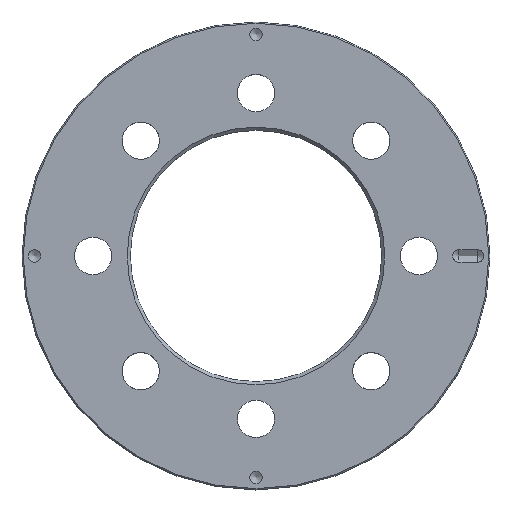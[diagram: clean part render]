
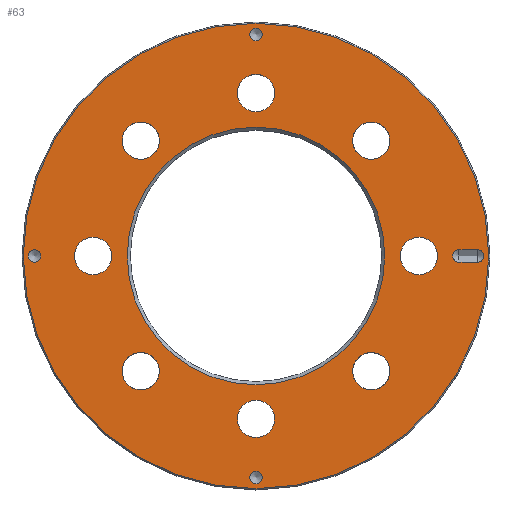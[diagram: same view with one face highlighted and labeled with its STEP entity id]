
A CAD part, top view. The second image highlights one B-rep face of the part: STEP entity #63.
In plain terms, the highlighted planar face has unit normal (0, 0, 1).
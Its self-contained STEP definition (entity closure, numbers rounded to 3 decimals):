
#63=ADVANCED_FACE('',(#119,#120,#121,#122,#123,#124,#125,#126,#127,#128,
#129,#130,#131,#132),#90,.T.);
#90=PLANE('',#470);
#97=LINE('',#656,#106);
#98=LINE('',#658,#107);
#99=LINE('',#662,#108);
#100=LINE('',#664,#109);
#106=VECTOR('',#519,1.);
#107=VECTOR('',#520,1.);
#108=VECTOR('',#523,1.);
#109=VECTOR('',#524,1.);
#115=B_SPLINE_CURVE_WITH_KNOTS('',3,(#643,#644,#645,#646),.UNSPECIFIED.,
 .F.,.F.,(4,4),(0.,1.),.UNSPECIFIED.);
#116=B_SPLINE_CURVE_WITH_KNOTS('',3,(#651,#652,#653,#654),.UNSPECIFIED.,
 .F.,.F.,(4,4),(0.,1.),.UNSPECIFIED.);
#119=FACE_BOUND('',#183,.T.);
#120=FACE_BOUND('',#184,.T.);
#121=FACE_BOUND('',#185,.T.);
#122=FACE_BOUND('',#186,.T.);
#123=FACE_BOUND('',#187,.T.);
#124=FACE_BOUND('',#188,.T.);
#125=FACE_BOUND('',#189,.T.);
#126=FACE_BOUND('',#190,.T.);
#127=FACE_BOUND('',#191,.T.);
#128=FACE_BOUND('',#192,.T.);
#129=FACE_BOUND('',#193,.T.);
#130=FACE_BOUND('',#194,.T.);
#131=FACE_BOUND('',#195,.T.);
#132=FACE_BOUND('',#196,.T.);
#183=EDGE_LOOP('',(#248));
#184=EDGE_LOOP('',(#249,#250,#251,#252,#253,#254,#255,#256));
#185=EDGE_LOOP('',(#257));
#186=EDGE_LOOP('',(#258));
#187=EDGE_LOOP('',(#259));
#188=EDGE_LOOP('',(#260));
#189=EDGE_LOOP('',(#261));
#190=EDGE_LOOP('',(#262));
#191=EDGE_LOOP('',(#263));
#192=EDGE_LOOP('',(#264));
#193=EDGE_LOOP('',(#265));
#194=EDGE_LOOP('',(#266));
#195=EDGE_LOOP('',(#267));
#196=EDGE_LOOP('',(#268));
#248=ORIENTED_EDGE('',*,*,#379,.T.);
#249=ORIENTED_EDGE('',*,*,#380,.F.);
#250=ORIENTED_EDGE('',*,*,#381,.T.);
#251=ORIENTED_EDGE('',*,*,#382,.F.);
#252=ORIENTED_EDGE('',*,*,#383,.T.);
#253=ORIENTED_EDGE('',*,*,#384,.T.);
#254=ORIENTED_EDGE('',*,*,#385,.T.);
#255=ORIENTED_EDGE('',*,*,#386,.T.);
#256=ORIENTED_EDGE('',*,*,#387,.F.);
#257=ORIENTED_EDGE('',*,*,#388,.T.);
#258=ORIENTED_EDGE('',*,*,#389,.T.);
#259=ORIENTED_EDGE('',*,*,#390,.T.);
#260=ORIENTED_EDGE('',*,*,#391,.T.);
#261=ORIENTED_EDGE('',*,*,#392,.T.);
#262=ORIENTED_EDGE('',*,*,#393,.T.);
#263=ORIENTED_EDGE('',*,*,#394,.T.);
#264=ORIENTED_EDGE('',*,*,#395,.T.);
#265=ORIENTED_EDGE('',*,*,#396,.T.);
#266=ORIENTED_EDGE('',*,*,#397,.T.);
#267=ORIENTED_EDGE('',*,*,#398,.T.);
#268=ORIENTED_EDGE('',*,*,#399,.T.);
#336=VERTEX_POINT('',#642);
#337=VERTEX_POINT('',#647);
#338=VERTEX_POINT('',#648);
#339=VERTEX_POINT('',#650);
#340=VERTEX_POINT('',#655);
#341=VERTEX_POINT('',#657);
#342=VERTEX_POINT('',#659);
#343=VERTEX_POINT('',#661);
#344=VERTEX_POINT('',#663);
#345=VERTEX_POINT('',#666);
#346=VERTEX_POINT('',#668);
#347=VERTEX_POINT('',#670);
#348=VERTEX_POINT('',#672);
#349=VERTEX_POINT('',#674);
#350=VERTEX_POINT('',#676);
#351=VERTEX_POINT('',#678);
#352=VERTEX_POINT('',#680);
#353=VERTEX_POINT('',#682);
#354=VERTEX_POINT('',#684);
#355=VERTEX_POINT('',#686);
#356=VERTEX_POINT('',#688);
#379=EDGE_CURVE('',#336,#336,#423,.T.);
#380=EDGE_CURVE('',#337,#338,#115,.T.);
#381=EDGE_CURVE('',#337,#339,#424,.T.);
#382=EDGE_CURVE('',#340,#339,#116,.T.);
#383=EDGE_CURVE('',#340,#341,#97,.T.);
#384=EDGE_CURVE('',#341,#342,#98,.T.);
#385=EDGE_CURVE('',#342,#343,#425,.T.);
#386=EDGE_CURVE('',#343,#344,#99,.T.);
#387=EDGE_CURVE('',#338,#344,#100,.T.);
#388=EDGE_CURVE('',#345,#345,#426,.T.);
#389=EDGE_CURVE('',#346,#346,#427,.T.);
#390=EDGE_CURVE('',#347,#347,#428,.T.);
#391=EDGE_CURVE('',#348,#348,#429,.T.);
#392=EDGE_CURVE('',#349,#349,#430,.T.);
#393=EDGE_CURVE('',#350,#350,#431,.T.);
#394=EDGE_CURVE('',#351,#351,#432,.T.);
#395=EDGE_CURVE('',#352,#352,#433,.T.);
#396=EDGE_CURVE('',#353,#353,#434,.T.);
#397=EDGE_CURVE('',#354,#354,#435,.T.);
#398=EDGE_CURVE('',#355,#355,#436,.T.);
#399=EDGE_CURVE('',#356,#356,#437,.T.);
#423=CIRCLE('',#455,1.);
#424=CIRCLE('',#456,1.);
#425=CIRCLE('',#457,1.);
#426=CIRCLE('',#458,20.745);
#427=CIRCLE('',#459,37.49);
#428=CIRCLE('',#460,3.);
#429=CIRCLE('',#461,3.);
#430=CIRCLE('',#462,3.);
#431=CIRCLE('',#463,3.);
#432=CIRCLE('',#464,3.);
#433=CIRCLE('',#465,3.);
#434=CIRCLE('',#466,3.);
#435=CIRCLE('',#467,3.);
#436=CIRCLE('',#468,1.);
#437=CIRCLE('',#469,1.);
#455=AXIS2_PLACEMENT_3D('',#641,#515,#516);
#456=AXIS2_PLACEMENT_3D('',#649,#517,#518);
#457=AXIS2_PLACEMENT_3D('',#660,#521,#522);
#458=AXIS2_PLACEMENT_3D('',#665,#525,#526);
#459=AXIS2_PLACEMENT_3D('',#667,#527,#528);
#460=AXIS2_PLACEMENT_3D('',#669,#529,#530);
#461=AXIS2_PLACEMENT_3D('',#671,#531,#532);
#462=AXIS2_PLACEMENT_3D('',#673,#533,#534);
#463=AXIS2_PLACEMENT_3D('',#675,#535,#536);
#464=AXIS2_PLACEMENT_3D('',#677,#537,#538);
#465=AXIS2_PLACEMENT_3D('',#679,#539,#540);
#466=AXIS2_PLACEMENT_3D('',#681,#541,#542);
#467=AXIS2_PLACEMENT_3D('',#683,#543,#544);
#468=AXIS2_PLACEMENT_3D('',#685,#545,#546);
#469=AXIS2_PLACEMENT_3D('',#687,#547,#548);
#470=AXIS2_PLACEMENT_3D('',#689,#549,#550);
#515=DIRECTION('',(0.,0.,-1.));
#516=DIRECTION('',(0.,-1.,0.));
#517=DIRECTION('',(0.,0.,-1.));
#518=DIRECTION('',(-1.,0.,0.));
#519=DIRECTION('',(1.,0.,0.));
#520=DIRECTION('',(0.,-1.,0.));
#521=DIRECTION('',(0.,0.,-1.));
#522=DIRECTION('',(-1.,0.,0.));
#523=DIRECTION('',(0.,-1.,0.));
#524=DIRECTION('',(1.,0.,0.));
#525=DIRECTION('',(0.,0.,-1.));
#526=DIRECTION('',(1.,0.,0.));
#527=DIRECTION('',(0.,0.,1.));
#528=DIRECTION('',(1.,0.,0.));
#529=DIRECTION('',(0.,0.,-1.));
#530=DIRECTION('',(-0.707,0.707,0.));
#531=DIRECTION('',(0.,0.,-1.));
#532=DIRECTION('',(0.,1.,0.));
#533=DIRECTION('',(0.,0.,-1.));
#534=DIRECTION('',(0.707,0.707,0.));
#535=DIRECTION('',(0.,0.,-1.));
#536=DIRECTION('',(1.,0.,0.));
#537=DIRECTION('',(0.,0.,-1.));
#538=DIRECTION('',(0.707,-0.707,0.));
#539=DIRECTION('',(0.,0.,-1.));
#540=DIRECTION('',(0.,-1.,0.));
#541=DIRECTION('',(0.,0.,-1.));
#542=DIRECTION('',(-0.707,-0.707,0.));
#543=DIRECTION('',(0.,0.,-1.));
#544=DIRECTION('',(-1.,0.,0.));
#545=DIRECTION('',(0.,0.,-1.));
#546=DIRECTION('',(-1.,0.,0.));
#547=DIRECTION('',(0.,0.,-1.));
#548=DIRECTION('',(1.,0.,0.));
#549=DIRECTION('',(0.,0.,1.));
#550=DIRECTION('',(1.,0.,0.));
#641=CARTESIAN_POINT('',(-35.69,0.,10.));
#642=CARTESIAN_POINT('',(-35.69,-1.,10.));
#643=CARTESIAN_POINT('',(32.675,-1.,10.));
#644=CARTESIAN_POINT('',(32.68,-1.,10.));
#645=CARTESIAN_POINT('',(32.685,-1.,10.));
#646=CARTESIAN_POINT('',(32.69,-1.,10.));
#647=CARTESIAN_POINT('',(32.675,-1.,10.));
#648=CARTESIAN_POINT('',(32.69,-1.,10.));
#649=CARTESIAN_POINT('',(32.69,0.,10.));
#650=CARTESIAN_POINT('',(32.675,1.,10.));
#651=CARTESIAN_POINT('',(32.69,1.,10.));
#652=CARTESIAN_POINT('',(32.685,1.,10.));
#653=CARTESIAN_POINT('',(32.68,1.,10.));
#654=CARTESIAN_POINT('',(32.675,1.,10.));
#655=CARTESIAN_POINT('',(32.69,1.,10.));
#656=CARTESIAN_POINT('',(32.675,1.,10.));
#657=CARTESIAN_POINT('',(35.675,1.,10.));
#658=CARTESIAN_POINT('',(35.675,1.,10.));
#659=CARTESIAN_POINT('',(35.675,1.,10.));
#660=CARTESIAN_POINT('',(35.69,0.,10.));
#661=CARTESIAN_POINT('',(35.675,-1.,10.));
#662=CARTESIAN_POINT('',(35.675,1.,10.));
#663=CARTESIAN_POINT('',(35.675,-1.,10.));
#664=CARTESIAN_POINT('',(32.675,-1.,10.));
#665=CARTESIAN_POINT('',(0.,0.,10.));
#666=CARTESIAN_POINT('',(20.745,0.,10.));
#667=CARTESIAN_POINT('',(0.,0.,10.));
#668=CARTESIAN_POINT('',(37.49,0.,10.));
#669=CARTESIAN_POINT('',(18.562,-18.562,10.));
#670=CARTESIAN_POINT('',(16.44,-16.44,10.));
#671=CARTESIAN_POINT('',(0.,-26.25,10.));
#672=CARTESIAN_POINT('',(0.,-23.25,10.));
#673=CARTESIAN_POINT('',(-18.562,-18.562,10.));
#674=CARTESIAN_POINT('',(-16.44,-16.44,10.));
#675=CARTESIAN_POINT('',(-26.25,0.,10.));
#676=CARTESIAN_POINT('',(-23.25,0.,10.));
#677=CARTESIAN_POINT('',(-18.562,18.562,10.));
#678=CARTESIAN_POINT('',(-16.44,16.44,10.));
#679=CARTESIAN_POINT('',(0.,26.25,10.));
#680=CARTESIAN_POINT('',(0.,23.25,10.));
#681=CARTESIAN_POINT('',(18.562,18.562,10.));
#682=CARTESIAN_POINT('',(16.44,16.44,10.));
#683=CARTESIAN_POINT('',(26.25,0.,10.));
#684=CARTESIAN_POINT('',(23.25,0.,10.));
#685=CARTESIAN_POINT('',(0.,35.69,10.));
#686=CARTESIAN_POINT('',(-1.,35.69,10.));
#687=CARTESIAN_POINT('',(0.,-35.69,10.));
#688=CARTESIAN_POINT('',(1.,-35.69,10.));
#689=CARTESIAN_POINT('',(0.,0.,10.));
